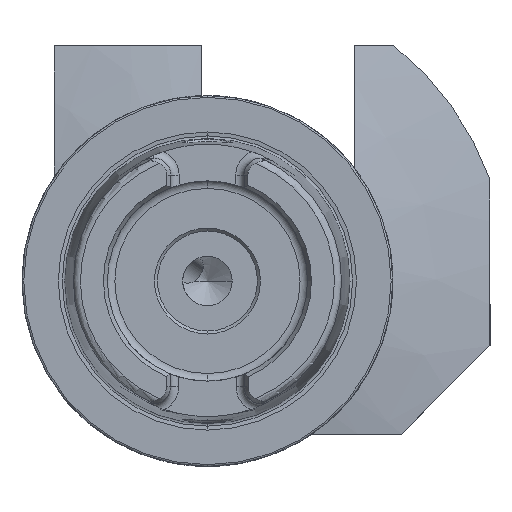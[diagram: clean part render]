
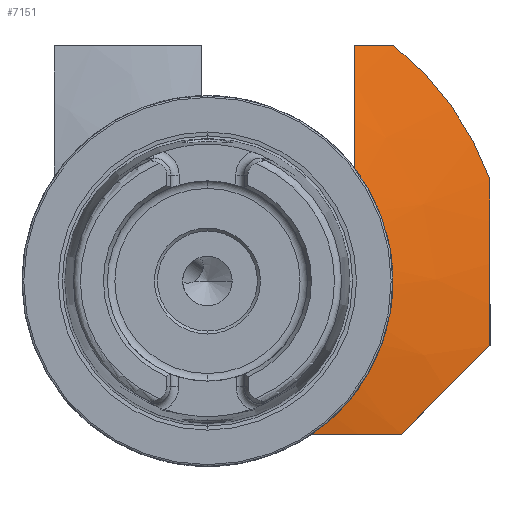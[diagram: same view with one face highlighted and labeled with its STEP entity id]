
A CAD part, left-side view. The second image highlights one B-rep face of the part: STEP entity #7151.
In plain terms, the highlighted conical face has half-angle 75 degrees and reference radius 51 mm.
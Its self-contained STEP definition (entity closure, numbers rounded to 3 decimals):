
#230 = ORIENTED_EDGE ( 'NONE', *, *, #7012, .T. ) ;
#238 = ORIENTED_EDGE ( 'NONE', *, *, #7011, .T. ) ;
#242 = ORIENTED_EDGE ( 'NONE', *, *, #7010, .T. ) ;
#246 = ORIENTED_EDGE ( 'NONE', *, *, #7014, .F. ) ;
#250 = ORIENTED_EDGE ( 'NONE', *, *, #7013, .T. ) ;
#366 = VERTEX_POINT ( 'NONE', #6700 ) ;
#375 = VERTEX_POINT ( 'NONE', #6691 ) ;
#387 = VERTEX_POINT ( 'NONE', #6678 ) ;
#415 = VERTEX_POINT ( 'NONE', #6647 ) ;
#420 = VERTEX_POINT ( 'NONE', #6640 ) ;
#421 = VERTEX_POINT ( 'NONE', #6639 ) ;
#426 = VERTEX_POINT ( 'NONE', #6631 ) ;
#431 = VERTEX_POINT ( 'NONE', #6626 ) ;
#577 = ORIENTED_EDGE ( 'NONE', *, *, #7009, .T. ) ;
#578 = ORIENTED_EDGE ( 'NONE', *, *, #7008, .T. ) ;
#579 = ORIENTED_EDGE ( 'NONE', *, *, #7007, .T. ) ;
#648 = EDGE_LOOP ( 'NONE', ( #579, #578, #577, #242, #238, #230, #250, #246 ) ) ;
#1612 = AXIS2_PLACEMENT_3D ( 'NONE', #4896, #4897, #4898 ) ;
#1613 = AXIS2_PLACEMENT_3D ( 'NONE', #4925, #4926, #4927 ) ;
#1678 = AXIS2_PLACEMENT_3D ( 'NONE', #5605, #5603, #5601 ) ;
#3809 = CIRCLE ( 'NONE', #1612, 26.741 ) ;
#3811 = CIRCLE ( 'NONE', #1613, 51. ) ;
#3946 = FACE_OUTER_BOUND ( 'NONE', #648, .T. ) ;
#3957 = CONICAL_SURFACE ( 'NONE', #1678, 51., 1.309 ) ;
#4134 = B_SPLINE_CURVE_WITH_KNOTS ( 'NONE', 3,
 ( #4870, #4869, #4881, #4882 ),
 .UNSPECIFIED., .F., .F.,
 ( 4, 4 ),
 ( 0.063, 0.069 ),
 .UNSPECIFIED. ) ;
#4135 = B_SPLINE_CURVE_WITH_KNOTS ( 'NONE', 3,
 ( #4879, #4880, #4885, #4886, #4887, #4888, #4889, #4890 ),
 .UNSPECIFIED., .F., .F.,
 ( 4, 2, 2, 4 ),
 ( 0.016, 0.029, 0.035, 0.041 ),
 .UNSPECIFIED. ) ;
#4136 = B_SPLINE_CURVE_WITH_KNOTS ( 'NONE', 3,
 ( #4883, #4884, #4892, #4893 ),
 .UNSPECIFIED., .F., .F.,
 ( 4, 4 ),
 ( 0.017, 0.019 ),
 .UNSPECIFIED. ) ;
#4137 = B_SPLINE_CURVE_WITH_KNOTS ( 'NONE', 3,
 ( #4894, #4895, #4900, #4901, #4902, #4903, #4904, #4905, #4906, #4907, #4908, #4909 ),
 .UNSPECIFIED., .F., .F.,
 ( 4, 2, 2, 2, 2, 4 ),
 ( 0.044, 0.048, 0.051, 0.058, 0.064, 0.071 ),
 .UNSPECIFIED. ) ;
#4138 = B_SPLINE_CURVE_WITH_KNOTS ( 'NONE', 3,
 ( #4891, #4899, #4912, #4913, #4914, #4915 ),
 .UNSPECIFIED., .F., .F.,
 ( 4, 2, 4 ),
 ( 0.019, 0.029, 0.04 ),
 .UNSPECIFIED. ) ;
#4139 = B_SPLINE_CURVE_WITH_KNOTS ( 'NONE', 3,
 ( #4911, #4910, #4917, #4918, #4919, #4920, #4921, #4922 ),
 .UNSPECIFIED., .F., .F.,
 ( 4, 2, 2, 4 ),
 ( 0.043, 0.05, 0.057, 0.071 ),
 .UNSPECIFIED. ) ;
#4869 = CARTESIAN_POINT ( 'NONE',  ( 48.331, -29.427, 40. ) ) ;
#4870 = CARTESIAN_POINT ( 'NONE',  ( 48.699, -31.639, 40. ) ) ;
#4879 = CARTESIAN_POINT ( 'NONE',  ( 47.672, -25., 40. ) ) ;
#4880 = CARTESIAN_POINT ( 'NONE',  ( 46.731, -25., 35.857 ) ) ;
#4881 = CARTESIAN_POINT ( 'NONE',  ( 47.987, -27.214, 40. ) ) ;
#4882 = CARTESIAN_POINT ( 'NONE',  ( 47.672, -25., 40. ) ) ;
#4883 = CARTESIAN_POINT ( 'NONE',  ( 42.845, -25., 15. ) ) ;
#4884 = CARTESIAN_POINT ( 'NONE',  ( 42.626, -24.047, 15. ) ) ;
#4885 = CARTESIAN_POINT ( 'NONE',  ( 45.826, -25., 31.707 ) ) ;
#4886 = CARTESIAN_POINT ( 'NONE',  ( 44.588, -25., 25.463 ) ) ;
#4887 = CARTESIAN_POINT ( 'NONE',  ( 44.195, -25., 23.378 ) ) ;
#4888 = CARTESIAN_POINT ( 'NONE',  ( 43.468, -25., 19.198 ) ) ;
#4889 = CARTESIAN_POINT ( 'NONE',  ( 43.135, -25., 17.103 ) ) ;
#4890 = CARTESIAN_POINT ( 'NONE',  ( 42.845, -25., 15. ) ) ;
#4891 = CARTESIAN_POINT ( 'NONE',  ( 46.29, -33., -26. ) ) ;
#4892 = CARTESIAN_POINT ( 'NONE',  ( 42.41, -23.093, 15. ) ) ;
#4893 = CARTESIAN_POINT ( 'NONE',  ( 42.199, -22.138, 15. ) ) ;
#4894 = CARTESIAN_POINT ( 'NONE',  ( 42.199, -6.252, -26. ) ) ;
#4895 = CARTESIAN_POINT ( 'NONE',  ( 42.269, -7.379, -26. ) ) ;
#4896 = CARTESIAN_POINT ( 'NONE',  ( 42.199, 0., 0. ) ) ;
#4897 = DIRECTION ( 'NONE',  ( 1., 0., 0. ) ) ;
#4898 = DIRECTION ( 'NONE',  ( 0., -1., 0. ) ) ;
#4899 = CARTESIAN_POINT ( 'NONE',  ( 46.402, -35.507, -23.493 ) ) ;
#4900 = CARTESIAN_POINT ( 'NONE',  ( 42.358, -8.508, -26. ) ) ;
#4901 = CARTESIAN_POINT ( 'NONE',  ( 42.568, -10.764, -26. ) ) ;
#4902 = CARTESIAN_POINT ( 'NONE',  ( 42.689, -11.889, -26. ) ) ;
#4903 = CARTESIAN_POINT ( 'NONE',  ( 43.093, -15.255, -26. ) ) ;
#4904 = CARTESIAN_POINT ( 'NONE',  ( 43.416, -17.488, -26. ) ) ;
#4905 = CARTESIAN_POINT ( 'NONE',  ( 44.137, -21.94, -26. ) ) ;
#4906 = CARTESIAN_POINT ( 'NONE',  ( 44.534, -24.159, -26. ) ) ;
#4907 = CARTESIAN_POINT ( 'NONE',  ( 45.379, -28.586, -26. ) ) ;
#4908 = CARTESIAN_POINT ( 'NONE',  ( 45.826, -30.795, -26. ) ) ;
#4909 = CARTESIAN_POINT ( 'NONE',  ( 46.29, -33., -26. ) ) ;
#4910 = CARTESIAN_POINT ( 'NONE',  ( 48.087, -48., -8.646 ) ) ;
#4911 = CARTESIAN_POINT ( 'NONE',  ( 48.228, -48., -11. ) ) ;
#4912 = CARTESIAN_POINT ( 'NONE',  ( 46.634, -38.01, -20.99 ) ) ;
#4913 = CARTESIAN_POINT ( 'NONE',  ( 47.296, -43.01, -15.99 ) ) ;
#4914 = CARTESIAN_POINT ( 'NONE',  ( 47.726, -45.506, -13.494 ) ) ;
#4915 = CARTESIAN_POINT ( 'NONE',  ( 48.228, -48., -11. ) ) ;
#4917 = CARTESIAN_POINT ( 'NONE',  ( 47.989, -48., -6.285 ) ) ;
#4918 = CARTESIAN_POINT ( 'NONE',  ( 47.886, -48., -1.558 ) ) ;
#4919 = CARTESIAN_POINT ( 'NONE',  ( 47.881, -48., 0.801 ) ) ;
#4920 = CARTESIAN_POINT ( 'NONE',  ( 48.005, -48., 7.865 ) ) ;
#4921 = CARTESIAN_POINT ( 'NONE',  ( 48.275, -48., 12.556 ) ) ;
#4922 = CARTESIAN_POINT ( 'NONE',  ( 48.699, -48., 17.234 ) ) ;
#4925 = CARTESIAN_POINT ( 'NONE',  ( 48.699, 0., 0. ) ) ;
#4926 = DIRECTION ( 'NONE',  ( 1., 0., 0. ) ) ;
#4927 = DIRECTION ( 'NONE',  ( 0., 1., 0. ) ) ;
#5601 = DIRECTION ( 'NONE',  ( 0., 1., 0. ) ) ;
#5603 = DIRECTION ( 'NONE',  ( 1., 0., 0. ) ) ;
#5605 = CARTESIAN_POINT ( 'NONE',  ( 48.699, 0., 0. ) ) ;
#6626 = CARTESIAN_POINT ( 'NONE',  ( 48.699, -31.639, 40. ) ) ;
#6631 = CARTESIAN_POINT ( 'NONE',  ( 47.672, -25., 40. ) ) ;
#6639 = CARTESIAN_POINT ( 'NONE',  ( 46.29, -33., -26. ) ) ;
#6640 = CARTESIAN_POINT ( 'NONE',  ( 48.228, -48., -11. ) ) ;
#6647 = CARTESIAN_POINT ( 'NONE',  ( 42.199, -22.138, 15. ) ) ;
#6678 = CARTESIAN_POINT ( 'NONE',  ( 42.199, -6.252, -26. ) ) ;
#6691 = CARTESIAN_POINT ( 'NONE',  ( 42.845, -25., 15. ) ) ;
#6700 = CARTESIAN_POINT ( 'NONE',  ( 48.699, -48., 17.234 ) ) ;
#7007 = EDGE_CURVE ( 'NONE', #431, #426, #4134, .T. ) ;
#7008 = EDGE_CURVE ( 'NONE', #426, #375, #4135, .T. ) ;
#7009 = EDGE_CURVE ( 'NONE', #375, #415, #4136, .T. ) ;
#7010 = EDGE_CURVE ( 'NONE', #415, #387, #3809, .T. ) ;
#7011 = EDGE_CURVE ( 'NONE', #387, #421, #4137, .T. ) ;
#7012 = EDGE_CURVE ( 'NONE', #421, #420, #4138, .T. ) ;
#7013 = EDGE_CURVE ( 'NONE', #420, #366, #4139, .T. ) ;
#7014 = EDGE_CURVE ( 'NONE', #431, #366, #3811, .T. ) ;
#7151 = ADVANCED_FACE ( 'NONE', ( #3946 ), #3957, .T. ) ;
